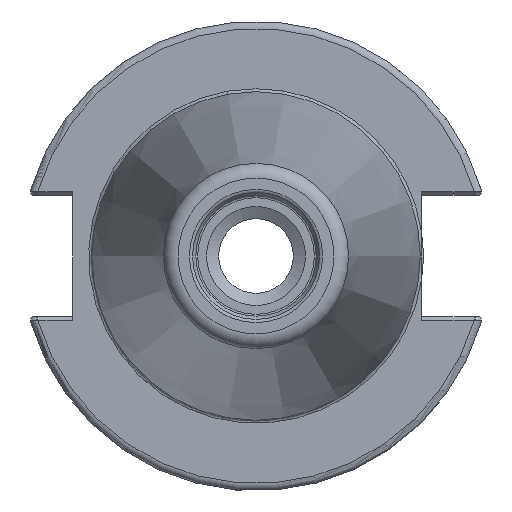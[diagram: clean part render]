
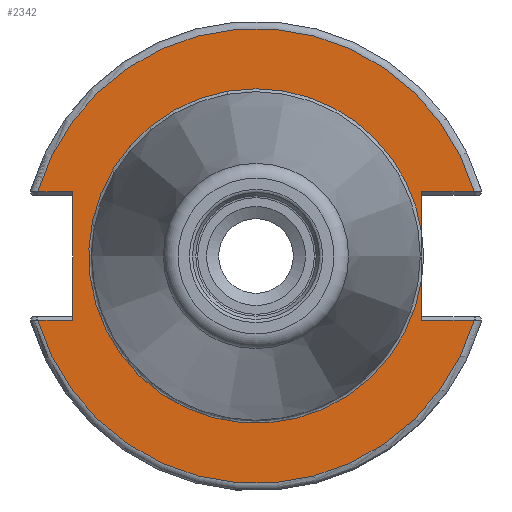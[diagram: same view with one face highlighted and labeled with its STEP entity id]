
A CAD part, left-side view. The second image highlights one B-rep face of the part: STEP entity #2342.
In plain terms, the highlighted planar face has unit normal (-1, 0, 0).
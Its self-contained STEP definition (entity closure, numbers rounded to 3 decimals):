
#127=PLANE('',#2544);
#247=FACE_OUTER_BOUND('',#383,.T.);
#383=EDGE_LOOP('',(#1703,#1704,#1705,#1706,#1707,#1708,#1709,#1710,#1711,
#1712,#1713));
#512=LINE('',#3570,#661);
#519=LINE('',#3692,#668);
#520=LINE('',#3696,#669);
#521=LINE('',#3698,#670);
#522=LINE('',#3700,#671);
#523=LINE('',#3704,#672);
#524=LINE('',#3706,#673);
#661=VECTOR('',#2900,10.);
#668=VECTOR('',#2911,10.);
#669=VECTOR('',#2914,10.);
#670=VECTOR('',#2915,10.);
#671=VECTOR('',#2916,10.);
#672=VECTOR('',#2919,10.);
#673=VECTOR('',#2920,10.);
#848=CIRCLE('',#2545,30.775);
#849=CIRCLE('',#2546,30.775);
#850=CIRCLE('',#2547,22.625);
#851=CIRCLE('',#2548,22.625);
#995=VERTEX_POINT('',#3567);
#996=VERTEX_POINT('',#3569);
#1004=VERTEX_POINT('',#3691);
#1005=VERTEX_POINT('',#3693);
#1006=VERTEX_POINT('',#3695);
#1007=VERTEX_POINT('',#3697);
#1008=VERTEX_POINT('',#3699);
#1009=VERTEX_POINT('',#3701);
#1010=VERTEX_POINT('',#3703);
#1011=VERTEX_POINT('',#3705);
#1012=VERTEX_POINT('',#3707);
#1261=EDGE_CURVE('',#995,#996,#512,.T.);
#1273=EDGE_CURVE('',#1004,#996,#519,.T.);
#1274=EDGE_CURVE('',#1005,#995,#848,.T.);
#1275=EDGE_CURVE('',#1006,#1005,#520,.T.);
#1276=EDGE_CURVE('',#1006,#1007,#521,.T.);
#1277=EDGE_CURVE('',#1008,#1007,#522,.T.);
#1278=EDGE_CURVE('',#1009,#1008,#849,.T.);
#1279=EDGE_CURVE('',#1010,#1009,#523,.T.);
#1280=EDGE_CURVE('',#1010,#1011,#524,.T.);
#1281=EDGE_CURVE('',#1011,#1012,#850,.T.);
#1282=EDGE_CURVE('',#1012,#1004,#851,.T.);
#1703=ORIENTED_EDGE('',*,*,#1273,.T.);
#1704=ORIENTED_EDGE('',*,*,#1261,.F.);
#1705=ORIENTED_EDGE('',*,*,#1274,.F.);
#1706=ORIENTED_EDGE('',*,*,#1275,.F.);
#1707=ORIENTED_EDGE('',*,*,#1276,.T.);
#1708=ORIENTED_EDGE('',*,*,#1277,.F.);
#1709=ORIENTED_EDGE('',*,*,#1278,.F.);
#1710=ORIENTED_EDGE('',*,*,#1279,.F.);
#1711=ORIENTED_EDGE('',*,*,#1280,.T.);
#1712=ORIENTED_EDGE('',*,*,#1281,.T.);
#1713=ORIENTED_EDGE('',*,*,#1282,.T.);
#2342=ADVANCED_FACE('',(#247),#127,.T.);
#2544=AXIS2_PLACEMENT_3D('',#3690,#2909,#2910);
#2545=AXIS2_PLACEMENT_3D('',#3694,#2912,#2913);
#2546=AXIS2_PLACEMENT_3D('',#3702,#2917,#2918);
#2547=AXIS2_PLACEMENT_3D('',#3708,#2921,#2922);
#2548=AXIS2_PLACEMENT_3D('',#3709,#2923,#2924);
#2900=DIRECTION('',(0.,1.,0.));
#2909=DIRECTION('center_axis',(-1.,0.,0.));
#2910=DIRECTION('ref_axis',(0.,0.,1.));
#2911=DIRECTION('',(0.,0.,1.));
#2912=DIRECTION('center_axis',(1.,0.,0.));
#2913=DIRECTION('ref_axis',(0.,0.,-1.));
#2914=DIRECTION('',(0.,1.,0.));
#2915=DIRECTION('',(0.,0.,-1.));
#2916=DIRECTION('',(0.,-1.,0.));
#2917=DIRECTION('center_axis',(1.,0.,0.));
#2918=DIRECTION('ref_axis',(0.,0.,-1.));
#2919=DIRECTION('',(0.,-1.,0.));
#2920=DIRECTION('',(0.,0.,1.));
#2921=DIRECTION('center_axis',(1.,0.,0.));
#2922=DIRECTION('ref_axis',(0.,0.,-1.));
#2923=DIRECTION('center_axis',(1.,0.,0.));
#2924=DIRECTION('ref_axis',(0.,0.,-1.));
#3567=CARTESIAN_POINT('',(1.,-29.523,8.69));
#3569=CARTESIAN_POINT('',(1.,-22.41,8.69));
#3570=CARTESIAN_POINT('',(1.,4.182,8.69));
#3690=CARTESIAN_POINT('Origin',(1.,30.775,0.));
#3691=CARTESIAN_POINT('',(1.,-22.41,3.112));
#3692=CARTESIAN_POINT('',(1.,-22.41,-4.095));
#3693=CARTESIAN_POINT('',(1.,29.523,8.69));
#3694=CARTESIAN_POINT('Origin',(1.,0.,0.));
#3695=CARTESIAN_POINT('',(1.,24.8,8.69));
#3696=CARTESIAN_POINT('',(1.,38.399,8.69));
#3697=CARTESIAN_POINT('',(1.,24.8,-8.69));
#3698=CARTESIAN_POINT('',(1.,24.8,4.095));
#3699=CARTESIAN_POINT('',(1.,29.523,-8.69));
#3700=CARTESIAN_POINT('',(1.,27.788,-8.69));
#3701=CARTESIAN_POINT('',(1.,-29.523,-8.69));
#3702=CARTESIAN_POINT('Origin',(1.,0.,0.));
#3703=CARTESIAN_POINT('',(1.,-22.41,-8.69));
#3704=CARTESIAN_POINT('',(1.,-6.591,-8.69));
#3705=CARTESIAN_POINT('',(1.,-22.41,-3.112));
#3706=CARTESIAN_POINT('',(1.,-22.41,-4.095));
#3707=CARTESIAN_POINT('',(1.,0.,22.625));
#3708=CARTESIAN_POINT('Origin',(1.,0.,0.));
#3709=CARTESIAN_POINT('Origin',(1.,0.,0.));
